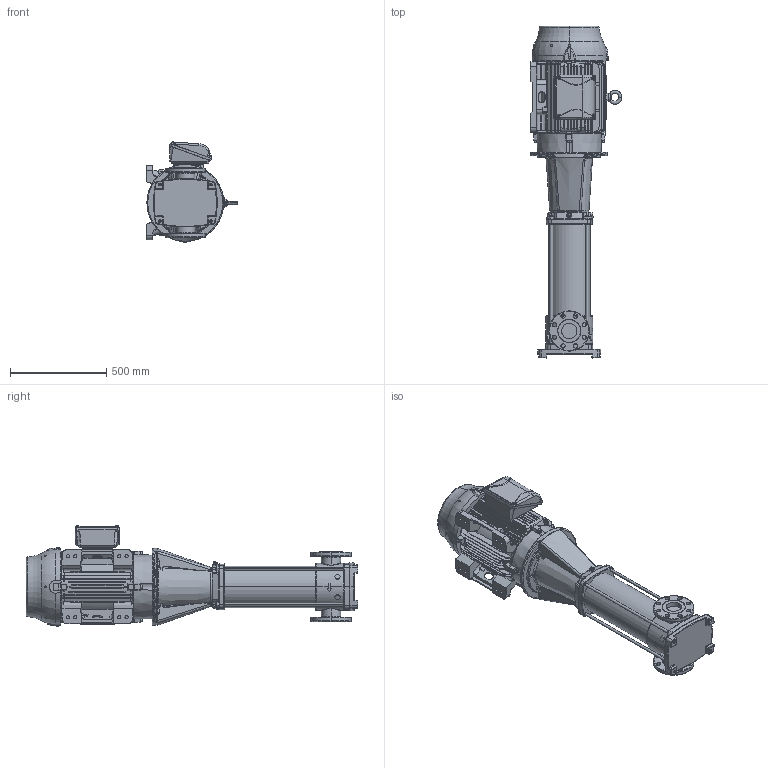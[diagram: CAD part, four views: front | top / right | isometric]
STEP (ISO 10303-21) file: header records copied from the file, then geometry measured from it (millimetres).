
FILE_DESCRIPTION (( 'STEP AP203' ), '1' );
FILE_NAME ('3303127 - MVI-225-6_2-50 HP-326TSC-304-E-230_460~3.step', '2022-03-30T19:48:06', ( '' ), ( '' ), 'SwSTEP 2.0', 'SolidWorks 2021', '' );
FILE_SCHEMA (( 'CONFIG_CONTROL_DESIGN' ));
Length unit declared in the file: inch
Products named in the file (5): 2704073 - NEMA V2 50HP 324_6TSC 230_460~3 TEFC; TEFC MOTOR_2704073 - NEMA V2 50HP 324_6TSC 230_460~3 TEFC; MVI PEO - [304-EPDM]_3304127 - MVI-225-6_2-50 HP-326TSC-304-E-S; sbi_n_45-6_2_flange(NEMA); 3303127 - MVI-225-6_2-50 HP-326TSC-304-E-230_460~3
Assembly tree (4 placements, depth 3):
  3303127 - MVI-225-6_2-50 HP-326TSC-304-E-230_460~3
    MVI PEO - [304-EPDM]_3304127 - MVI-225-6_2-50 HP-326TSC-304-E-S
      sbi_n_45-6_2_flange(NEMA)
    TEFC MOTOR_2704073 - NEMA V2 50HP 324_6TSC 230_460~3 TEFC
      2704073 - NEMA V2 50HP 324_6TSC 230_460~3 TEFC
Bounding box: 476.2 x 1726.91 x 525.98 mm (x, y, z)
Volume: 119966990 mm3; surface area: 3752118.8 mm2
Topology: 2 solids, 6 shells, 2956 faces, 8042 edges, 5186 vertices
Faces by surface type: cylinder 1008, plane 939, bspline 691, cone 224, torus 92, sphere 2
Entity records: 154195 total; most frequent: CARTESIAN_POINT 86978, ORIENTED_EDGE 15978, DIRECTION 11200, EDGE_CURVE 7989, VERTEX_POINT 5185, AXIS2_PLACEMENT_3D 4315, EDGE_LOOP 3184, B_SPLINE_CURVE_WITH_KNOTS 2988
